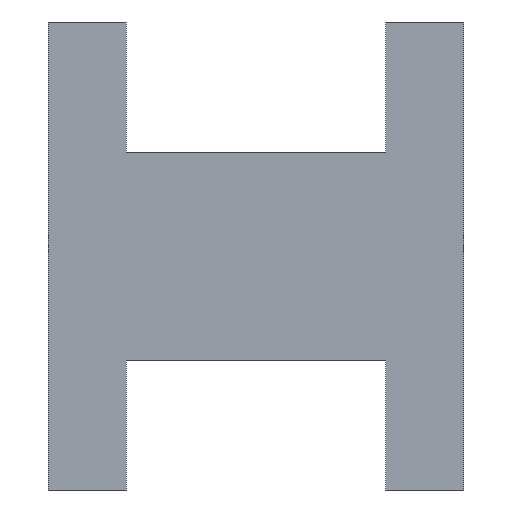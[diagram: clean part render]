
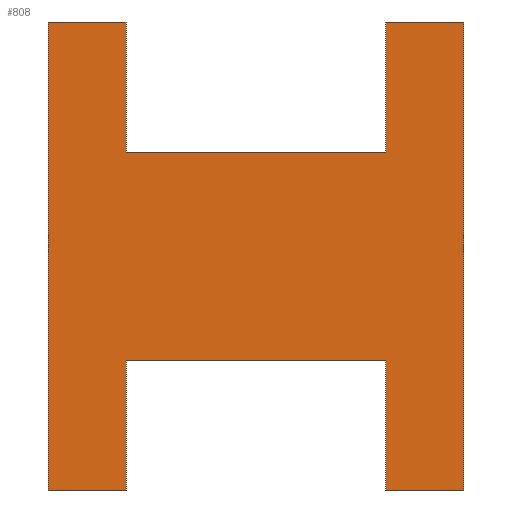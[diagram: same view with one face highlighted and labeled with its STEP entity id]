
A CAD part, left-side view. The second image highlights one B-rep face of the part: STEP entity #808.
In plain terms, the highlighted planar face has unit normal (-1, 0, 0).
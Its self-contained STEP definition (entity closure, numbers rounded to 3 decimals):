
#4 = CARTESIAN_POINT ( 'NONE',  ( 0., -5., -9. ) ) ;
#6 = DIRECTION ( 'NONE',  ( 1., 0., 0. ) ) ;
#11 = DIRECTION ( 'NONE',  ( 0., 0., -1. ) ) ;
#14 = CARTESIAN_POINT ( 'NONE',  ( 0., -5., -4. ) ) ;
#20 = LINE ( 'NONE', #4, #1139 ) ;
#22 = VERTEX_POINT ( 'NONE', #792 ) ;
#44 = CARTESIAN_POINT ( 'NONE',  ( 0., -5., 4. ) ) ;
#47 = AXIS2_PLACEMENT_3D ( 'NONE', #1023, #6, #11 ) ;
#51 = LINE ( 'NONE', #127, #909 ) ;
#62 = DIRECTION ( 'NONE',  ( 0., 1., 0. ) ) ;
#74 = EDGE_CURVE ( 'NONE', #22, #866, #884, .T. ) ;
#86 = LINE ( 'NONE', #1118, #451 ) ;
#89 = VECTOR ( 'NONE', #934, 1000. ) ;
#91 = VERTEX_POINT ( 'NONE', #44 ) ;
#97 = ORIENTED_EDGE ( 'NONE', *, *, #1199, .T. ) ;
#103 = LINE ( 'NONE', #1052, #604 ) ;
#107 = ORIENTED_EDGE ( 'NONE', *, *, #586, .F. ) ;
#127 = CARTESIAN_POINT ( 'NONE',  ( 0., 8., 4. ) ) ;
#187 = DIRECTION ( 'NONE',  ( 0., 0., -1. ) ) ;
#190 = DIRECTION ( 'NONE',  ( 0., 0., 1. ) ) ;
#201 = EDGE_CURVE ( 'NONE', #546, #1124, #699, .T. ) ;
#208 = DIRECTION ( 'NONE',  ( 0., 1., 0. ) ) ;
#242 = CARTESIAN_POINT ( 'NONE',  ( 0., 5., 9. ) ) ;
#250 = CARTESIAN_POINT ( 'NONE',  ( 0., 8., -9. ) ) ;
#256 = VECTOR ( 'NONE', #801, 1000. ) ;
#260 = CARTESIAN_POINT ( 'NONE',  ( 0., -8., 4. ) ) ;
#263 = VECTOR ( 'NONE', #893, 1000. ) ;
#271 = VERTEX_POINT ( 'NONE', #993 ) ;
#275 = EDGE_LOOP ( 'NONE', ( #1130, #1115, #1208, #97, #107, #667, #938, #636, #747, #554, #663, #697 ) ) ;
#282 = VERTEX_POINT ( 'NONE', #430 ) ;
#323 = CARTESIAN_POINT ( 'NONE',  ( 0., -8., 9. ) ) ;
#338 = DIRECTION ( 'NONE',  ( 0., 0., -1. ) ) ;
#392 = VECTOR ( 'NONE', #62, 1000. ) ;
#413 = VERTEX_POINT ( 'NONE', #250 ) ;
#420 = CARTESIAN_POINT ( 'NONE',  ( 0., 8., 4. ) ) ;
#428 = VECTOR ( 'NONE', #338, 1000. ) ;
#430 = CARTESIAN_POINT ( 'NONE',  ( 0., 8., 9. ) ) ;
#440 = PLANE ( 'NONE',  #47 ) ;
#441 = VERTEX_POINT ( 'NONE', #700 ) ;
#451 = VECTOR ( 'NONE', #1018, 1000. ) ;
#453 = FACE_OUTER_BOUND ( 'NONE', #275, .T. ) ;
#466 = CARTESIAN_POINT ( 'NONE',  ( 0., 5., 9. ) ) ;
#504 = VECTOR ( 'NONE', #1177, 1000. ) ;
#537 = CARTESIAN_POINT ( 'NONE',  ( 0., 5., 4. ) ) ;
#546 = VERTEX_POINT ( 'NONE', #466 ) ;
#554 = ORIENTED_EDGE ( 'NONE', *, *, #741, .F. ) ;
#586 = EDGE_CURVE ( 'NONE', #271, #659, #20, .T. ) ;
#604 = VECTOR ( 'NONE', #868, 1000. ) ;
#635 = EDGE_CURVE ( 'NONE', #922, #858, #103, .T. ) ;
#636 = ORIENTED_EDGE ( 'NONE', *, *, #74, .T. ) ;
#659 = VERTEX_POINT ( 'NONE', #14 ) ;
#663 = ORIENTED_EDGE ( 'NONE', *, *, #201, .F. ) ;
#667 = ORIENTED_EDGE ( 'NONE', *, *, #1087, .F. ) ;
#672 = VECTOR ( 'NONE', #208, 1000. ) ;
#683 = LINE ( 'NONE', #420, #256 ) ;
#685 = CARTESIAN_POINT ( 'NONE',  ( 0., 5., -9. ) ) ;
#697 = ORIENTED_EDGE ( 'NONE', *, *, #864, .T. ) ;
#699 = LINE ( 'NONE', #242, #428 ) ;
#700 = CARTESIAN_POINT ( 'NONE',  ( 0., -8., -9. ) ) ;
#739 = LINE ( 'NONE', #865, #89 ) ;
#741 = EDGE_CURVE ( 'NONE', #1124, #91, #683, .T. ) ;
#747 = ORIENTED_EDGE ( 'NONE', *, *, #845, .T. ) ;
#792 = CARTESIAN_POINT ( 'NONE',  ( 0., -8., 9. ) ) ;
#801 = DIRECTION ( 'NONE',  ( 0., -1., 0. ) ) ;
#803 = LINE ( 'NONE', #260, #263 ) ;
#808 = ADVANCED_FACE ( 'NONE', ( #453 ), #440, .F. ) ;
#834 = LINE ( 'NONE', #1031, #888 ) ;
#845 = EDGE_CURVE ( 'NONE', #866, #91, #834, .T. ) ;
#858 = VERTEX_POINT ( 'NONE', #1133 ) ;
#861 = CARTESIAN_POINT ( 'NONE',  ( 0., -5., 9. ) ) ;
#864 = EDGE_CURVE ( 'NONE', #546, #282, #1155, .T. ) ;
#865 = CARTESIAN_POINT ( 'NONE',  ( 0., 8., -9. ) ) ;
#866 = VERTEX_POINT ( 'NONE', #861 ) ;
#868 = DIRECTION ( 'NONE',  ( 0., 0., 1. ) ) ;
#884 = LINE ( 'NONE', #323, #504 ) ;
#888 = VECTOR ( 'NONE', #187, 1000. ) ;
#893 = DIRECTION ( 'NONE',  ( 0., 0., -1. ) ) ;
#907 = EDGE_CURVE ( 'NONE', #282, #413, #51, .T. ) ;
#909 = VECTOR ( 'NONE', #962, 1000. ) ;
#922 = VERTEX_POINT ( 'NONE', #685 ) ;
#934 = DIRECTION ( 'NONE',  ( 0., 1., 0. ) ) ;
#938 = ORIENTED_EDGE ( 'NONE', *, *, #1019, .F. ) ;
#962 = DIRECTION ( 'NONE',  ( 0., 0., -1. ) ) ;
#993 = CARTESIAN_POINT ( 'NONE',  ( 0., -5., -9. ) ) ;
#1018 = DIRECTION ( 'NONE',  ( 0., -1., 0. ) ) ;
#1019 = EDGE_CURVE ( 'NONE', #22, #441, #803, .T. ) ;
#1023 = CARTESIAN_POINT ( 'NONE',  ( 0., 8., 4. ) ) ;
#1031 = CARTESIAN_POINT ( 'NONE',  ( 0., -5., 9. ) ) ;
#1052 = CARTESIAN_POINT ( 'NONE',  ( 0., 5., -9. ) ) ;
#1079 = LINE ( 'NONE', #1197, #392 ) ;
#1087 = EDGE_CURVE ( 'NONE', #441, #271, #1079, .T. ) ;
#1115 = ORIENTED_EDGE ( 'NONE', *, *, #1141, .F. ) ;
#1118 = CARTESIAN_POINT ( 'NONE',  ( 0., 8., -4. ) ) ;
#1124 = VERTEX_POINT ( 'NONE', #537 ) ;
#1130 = ORIENTED_EDGE ( 'NONE', *, *, #907, .T. ) ;
#1133 = CARTESIAN_POINT ( 'NONE',  ( 0., 5., -4. ) ) ;
#1139 = VECTOR ( 'NONE', #190, 1000. ) ;
#1141 = EDGE_CURVE ( 'NONE', #922, #413, #739, .T. ) ;
#1155 = LINE ( 'NONE', #1169, #672 ) ;
#1169 = CARTESIAN_POINT ( 'NONE',  ( 0., 8., 9. ) ) ;
#1177 = DIRECTION ( 'NONE',  ( 0., 1., 0. ) ) ;
#1197 = CARTESIAN_POINT ( 'NONE',  ( 0., -8., -9. ) ) ;
#1199 = EDGE_CURVE ( 'NONE', #858, #659, #86, .T. ) ;
#1208 = ORIENTED_EDGE ( 'NONE', *, *, #635, .T. ) ;
